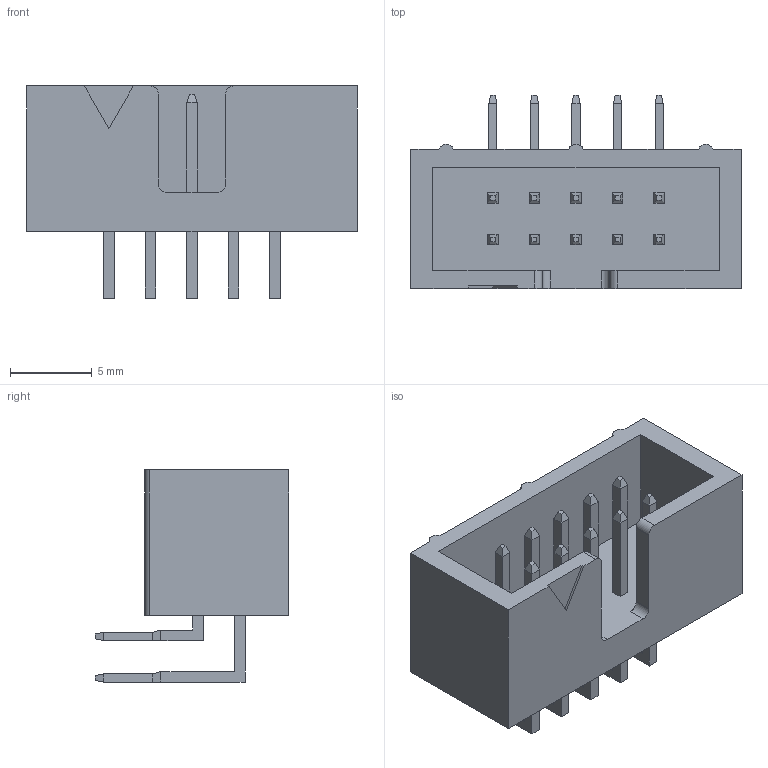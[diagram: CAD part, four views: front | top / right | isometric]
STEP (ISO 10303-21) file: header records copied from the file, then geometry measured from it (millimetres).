
FILE_DESCRIPTION(('CoCreate Modeling STEP Export'),'2;1');
FILE_NAME('HIF3FC-10PA-2.54DS.stp','2014-02-19T11:56:38',(''),(''),'CoCreate Modeling STEP processor for AP214 (Solid Model)','CoCreate Modeling 17.0 01-Apr-2010 (C) Parametric Technology GmbH','');
FILE_SCHEMA(('AUTOMOTIVE_DESIGN { 1 0 10303 214 1 1 1 1 }'));
Length unit declared in the file: millimetre
Products named in the file (1): HIF3FC-10PA-2.54DS
Bounding box: 20.2 x 11.8 x 12.97 mm (x, y, z)
Volume: 845.2 mm3; surface area: 1510.3 mm2
Topology: 1 solids, 1 shells, 287 faces, 675 edges, 410 vertices
Faces by surface type: plane 280, cylinder 7
Entity records: 10212 total; most frequent: CARTESIAN_POINT 1371, ORIENTED_EDGE 1350, DIRECTION 1262, EDGE_CURVE 675, VECTOR 660, LINE 660, VERTEX_POINT 410, EDGE_LOOP 307
